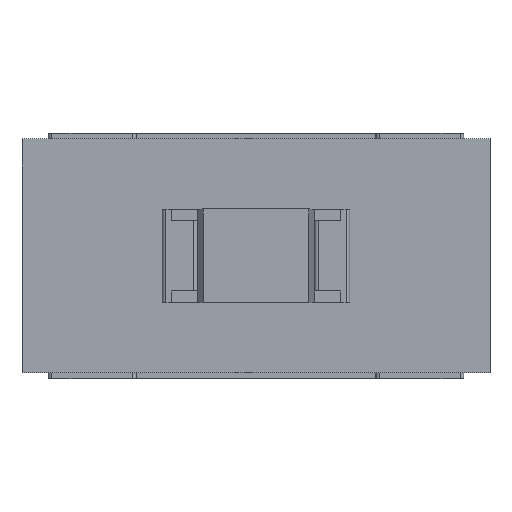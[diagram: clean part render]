
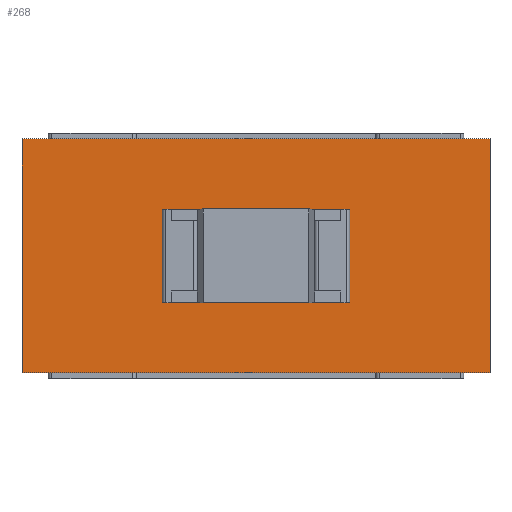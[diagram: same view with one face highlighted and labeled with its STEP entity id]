
A CAD part, top view. The second image highlights one B-rep face of the part: STEP entity #268.
In plain terms, the highlighted planar face has unit normal (0, 0, 1).
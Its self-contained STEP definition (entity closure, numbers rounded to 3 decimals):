
#149 = VERTEX_POINT('',#150);
#150 = CARTESIAN_POINT('',(60.,-59.5,0.));
#167 = VERTEX_POINT('',#168);
#168 = CARTESIAN_POINT('',(68.,-59.5,0.));
#174 = EDGE_CURVE('',#149,#167,#175,.T.);
#175 = LINE('',#176,#177);
#176 = CARTESIAN_POINT('',(60.,-59.5,0.));
#177 = VECTOR('',#178,1.);
#178 = DIRECTION('',(1.,0.,0.));
#198 = VERTEX_POINT('',#199);
#199 = CARTESIAN_POINT('',(68.,-63.5,0.));
#205 = EDGE_CURVE('',#167,#198,#206,.T.);
#206 = LINE('',#207,#208);
#207 = CARTESIAN_POINT('',(68.,-59.5,0.));
#208 = VECTOR('',#209,1.);
#209 = DIRECTION('',(0.,-1.,0.));
#229 = VERTEX_POINT('',#230);
#230 = CARTESIAN_POINT('',(60.,-63.5,0.));
#236 = EDGE_CURVE('',#198,#229,#237,.T.);
#237 = LINE('',#238,#239);
#238 = CARTESIAN_POINT('',(68.,-63.5,0.));
#239 = VECTOR('',#240,1.);
#240 = DIRECTION('',(-1.,0.,0.));
#258 = EDGE_CURVE('',#229,#149,#259,.T.);
#259 = LINE('',#260,#261);
#260 = CARTESIAN_POINT('',(60.,-63.5,0.));
#261 = VECTOR('',#262,1.);
#262 = DIRECTION('',(0.,1.,0.));
#268 = ADVANCED_FACE('',(#269),#275,.F.);
#269 = FACE_BOUND('',#270,.F.);
#270 = EDGE_LOOP('',(#271,#272,#273,#274));
#271 = ORIENTED_EDGE('',*,*,#174,.T.);
#272 = ORIENTED_EDGE('',*,*,#205,.T.);
#273 = ORIENTED_EDGE('',*,*,#236,.T.);
#274 = ORIENTED_EDGE('',*,*,#258,.T.);
#275 = PLANE('',#276);
#276 = AXIS2_PLACEMENT_3D('',#277,#278,#279);
#277 = CARTESIAN_POINT('',(64.,-61.5,0.));
#278 = DIRECTION('',(-0.,-0.,-1.));
#279 = DIRECTION('',(-1.,0.,0.));
